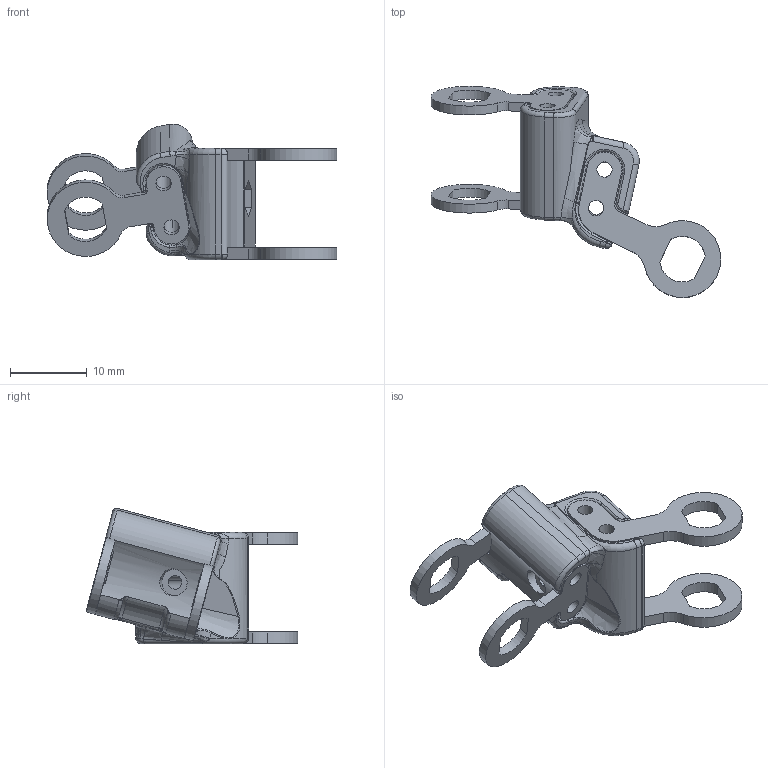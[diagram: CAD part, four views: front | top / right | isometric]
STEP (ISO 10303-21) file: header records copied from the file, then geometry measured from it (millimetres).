
FILE_DESCRIPTION (( 'STEP AP214' ), '1' );
FILE_NAME ('thumb-F1.STEP', '2021-05-27T18:09:39', ( '' ), ( '' ), 'SwSTEP 2.0', 'SolidWorks 2020', '' );
FILE_SCHEMA (( 'AUTOMOTIVE_DESIGN' ));
Length unit declared in the file: millimetre
Products named in the file (7): 404-002 Thumb Rotator Adapter; 400-004_edu Thumb Flexor Drivetrain; 302-001_edu Thumb MCP Bridge Left; thumb-F1; 702_edu Thumb Assembly; 404-003 Thumb Flexor Adapter; 400-003_edu Thumb Rotator Drivetrain
Assembly tree (8 placements, depth 4):
  thumb-F1
    702_edu Thumb Assembly
      400-003_edu Thumb Rotator Drivetrain
        404-002 Thumb Rotator Adapter  x2
        302-001_edu Thumb MCP Bridge Left
      400-004_edu Thumb Flexor Drivetrain
        404-003 Thumb Flexor Adapter  x2
Bounding box: 37.7 x 27.5 x 17.66 mm (x, y, z)
Volume: 2683.4 mm3; surface area: 3010.2 mm2
Topology: 5 solids, 5 shells, 309 faces, 793 edges, 496 vertices
Faces by surface type: cylinder 141, plane 78, bspline 42, torus 41, sphere 6, cone 1
Entity records: 9404 total; most frequent: CARTESIAN_POINT 2856, DIRECTION 1363, ORIENTED_EDGE 1352, EDGE_CURVE 676, AXIS2_PLACEMENT_3D 558, VERTEX_POINT 418, CIRCLE 320, EDGE_LOOP 290
